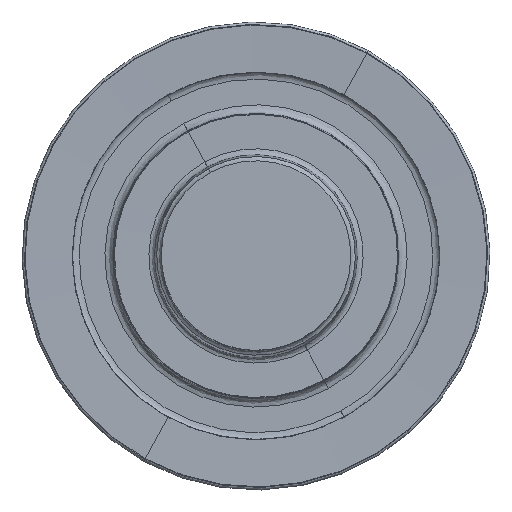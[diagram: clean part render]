
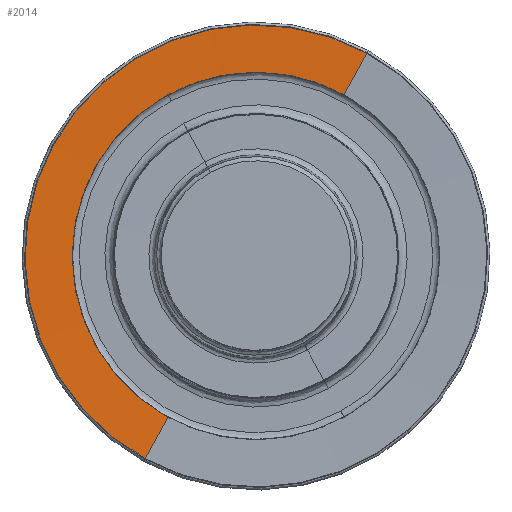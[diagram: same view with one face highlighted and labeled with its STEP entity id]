
A CAD part, top view. The second image highlights one B-rep face of the part: STEP entity #2014.
In plain terms, the highlighted face is a revolution surface.
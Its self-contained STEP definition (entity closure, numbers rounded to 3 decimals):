
#1431=AXIS2_PLACEMENT_3D('Circle Axis2P3D',#1429,#1430,$) ;
#1953=AXIS2_PLACEMENT_3D('Circle Axis2P3D',#1951,#1952,$) ;
#1400=CARTESIAN_POINT('Vertex',(-2.954,-5.406,-0.401)) ;
#1407=CARTESIAN_POINT('Vertex',(2.954,5.406,-0.401)) ;
#1429=CARTESIAN_POINT('Axis2P3D Location',(0.,0.,-0.401)) ;
#1915=CARTESIAN_POINT('Vertex',(3.715,6.801,-0.36)) ;
#1922=CARTESIAN_POINT('Vertex',(-3.715,-6.801,-0.36)) ;
#1951=CARTESIAN_POINT('Axis2P3D Location',(0.,0.,-0.36)) ;
#1975=CARTESIAN_POINT('Control Point',(-2.954,-5.406,-0.401)) ;
#1976=CARTESIAN_POINT('Control Point',(-3.105,-5.683,-0.393)) ;
#1977=CARTESIAN_POINT('Control Point',(-3.257,-5.962,-0.385)) ;
#1978=CARTESIAN_POINT('Control Point',(-3.409,-6.241,-0.377)) ;
#1979=CARTESIAN_POINT('Control Point',(-3.562,-6.521,-0.368)) ;
#1980=CARTESIAN_POINT('Control Point',(-3.715,-6.801,-0.36)) ;
#1983=CARTESIAN_POINT('Control Point',(2.954,5.406,-0.401)) ;
#1984=CARTESIAN_POINT('Control Point',(3.105,5.683,-0.393)) ;
#1985=CARTESIAN_POINT('Control Point',(3.257,5.962,-0.385)) ;
#1986=CARTESIAN_POINT('Control Point',(3.409,6.241,-0.377)) ;
#1987=CARTESIAN_POINT('Control Point',(3.562,6.521,-0.368)) ;
#1988=CARTESIAN_POINT('Control Point',(3.715,6.801,-0.36)) ;
#1998=CARTESIAN_POINT('Control Point',(0.,6.161,-0.401)) ;
#1999=CARTESIAN_POINT('Control Point',(0.,6.476,-0.393)) ;
#2000=CARTESIAN_POINT('Control Point',(0.,6.793,-0.385)) ;
#2001=CARTESIAN_POINT('Control Point',(0.,7.111,-0.377)) ;
#2002=CARTESIAN_POINT('Control Point',(0.,7.43,-0.368)) ;
#2003=CARTESIAN_POINT('Control Point',(0.,7.75,-0.36)) ;
#2004=CARTESIAN_POINT('Axis1P Location',(0.,0.,-1.11)) ;
#1430=DIRECTION('Axis2P3D Direction',(0.,0.,-1.)) ;
#1952=DIRECTION('Axis2P3D Direction',(0.,0.,-1.)) ;
#2005=DIRECTION('Axis1P Direction',(0.,0.,-1.)) ;
#2006=AXIS1_PLACEMENT('Revolution Surface Axis1P',#2004,#2005) ;
#2009=ORIENTED_EDGE('',*,*,#1989,.T.) ;
#2010=ORIENTED_EDGE('',*,*,#1955,.F.) ;
#2011=ORIENTED_EDGE('',*,*,#1981,.F.) ;
#2012=ORIENTED_EDGE('',*,*,#1433,.T.) ;
#2014=ADVANCED_FACE('CUT',(#2013),#2007,.T.) ;
#1974=B_SPLINE_CURVE_WITH_KNOTS('',5,(#1975,#1976,#1977,#1978,#1979,#1980),.UNSPECIFIED.,.F.,.U.,(6,6),(0.,1.589),.UNSPECIFIED.) ;
#1982=B_SPLINE_CURVE_WITH_KNOTS('',5,(#1983,#1984,#1985,#1986,#1987,#1988),.UNSPECIFIED.,.F.,.U.,(6,6),(0.,1.589),.UNSPECIFIED.) ;
#1997=B_SPLINE_CURVE_WITH_KNOTS('',5,(#1998,#1999,#2000,#2001,#2002,#2003),.UNSPECIFIED.,.F.,.U.,(6,6),(0.,1.589),.UNSPECIFIED.) ;
#1432=CIRCLE('generated circle',#1431,6.161) ;
#1954=CIRCLE('generated circle',#1953,7.75) ;
#1433=EDGE_CURVE('',#1401,#1408,#1432,.T.) ;
#1955=EDGE_CURVE('',#1923,#1916,#1954,.T.) ;
#1981=EDGE_CURVE('',#1401,#1923,#1974,.T.) ;
#1989=EDGE_CURVE('',#1408,#1916,#1982,.T.) ;
#2008=EDGE_LOOP('',(#2009,#2010,#2011,#2012)) ;
#2013=FACE_OUTER_BOUND('',#2008,.T.) ;
#2007=SURFACE_OF_REVOLUTION('Surface of Revolution',#1997,#2006) ;
#1401=VERTEX_POINT('',#1400) ;
#1408=VERTEX_POINT('',#1407) ;
#1916=VERTEX_POINT('',#1915) ;
#1923=VERTEX_POINT('',#1922) ;
